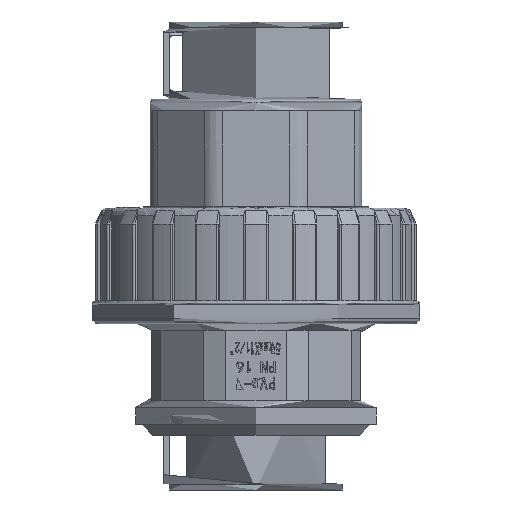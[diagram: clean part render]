
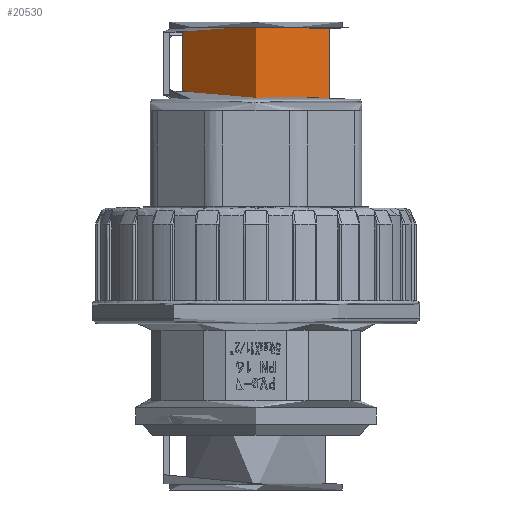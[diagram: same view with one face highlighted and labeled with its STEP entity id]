
A CAD part, front view. The second image highlights one B-rep face of the part: STEP entity #20530.
In plain terms, the highlighted cylindrical face has radius 19 mm (diameter 38 mm), a full revolution.
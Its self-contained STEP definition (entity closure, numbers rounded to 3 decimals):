
#2854=LINE('',#61667,#4898);
#4898=VECTOR('',#26593,19.);
#5099=CYLINDRICAL_SURFACE('',#21894,19.);
#6233=FACE_OUTER_BOUND('',#7384,.T.);
#7384=EDGE_LOOP('',(#18584,#18585,#18586,#18587));
#7754=CIRCLE('',#21895,19.);
#7755=CIRCLE('',#21896,19.);
#9743=VERTEX_POINT('',#61664);
#9744=VERTEX_POINT('',#61666);
#12714=EDGE_CURVE('',#9743,#9743,#7754,.T.);
#12715=EDGE_CURVE('',#9743,#9744,#2854,.T.);
#12716=EDGE_CURVE('',#9744,#9744,#7755,.T.);
#18584=ORIENTED_EDGE('',*,*,#12714,.F.);
#18585=ORIENTED_EDGE('',*,*,#12715,.T.);
#18586=ORIENTED_EDGE('',*,*,#12716,.T.);
#18587=ORIENTED_EDGE('',*,*,#12715,.F.);
#20530=ADVANCED_FACE('',(#6233),#5099,.F.);
#21894=AXIS2_PLACEMENT_3D('',#61663,#26589,#26590);
#21895=AXIS2_PLACEMENT_3D('',#61665,#26591,#26592);
#21896=AXIS2_PLACEMENT_3D('',#61668,#26594,#26595);
#26589=DIRECTION('center_axis',(0.,0.,-1.));
#26590=DIRECTION('ref_axis',(-1.,0.,0.));
#26591=DIRECTION('center_axis',(0.,0.,-1.));
#26592=DIRECTION('ref_axis',(-1.,0.,0.));
#26593=DIRECTION('',(0.,0.,-1.));
#26594=DIRECTION('center_axis',(0.,0.,-1.));
#26595=DIRECTION('ref_axis',(-1.,0.,0.));
#61663=CARTESIAN_POINT('Origin',(0.,0.,118.417));
#61664=CARTESIAN_POINT('',(19.,0.,121.417));
#61665=CARTESIAN_POINT('Origin',(0.,0.,121.417));
#61666=CARTESIAN_POINT('',(19.,0.,94.617));
#61667=CARTESIAN_POINT('',(19.,0.,118.417));
#61668=CARTESIAN_POINT('Origin',(0.,0.,94.617));
